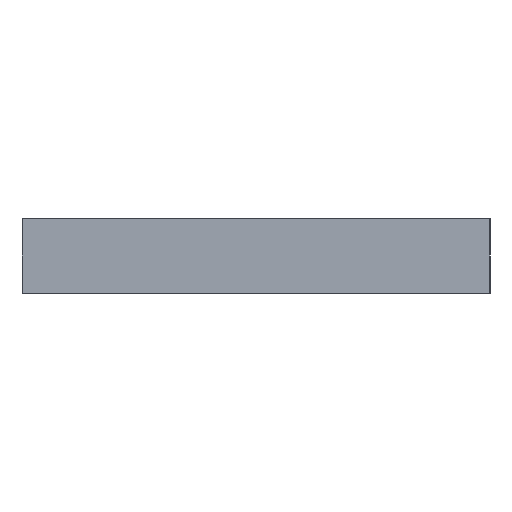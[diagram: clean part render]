
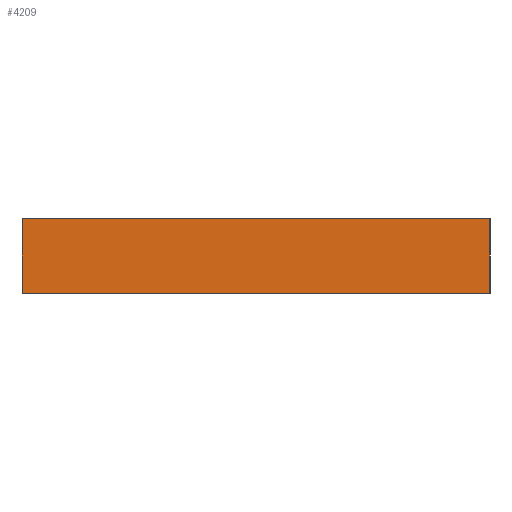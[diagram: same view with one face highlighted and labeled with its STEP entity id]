
A CAD part, left-side view. The second image highlights one B-rep face of the part: STEP entity #4209.
In plain terms, the highlighted planar face has unit normal (-1, 0, 0).
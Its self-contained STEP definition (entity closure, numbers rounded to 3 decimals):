
#368=FACE_OUTER_BOUND('',#614,.T.);
#614=EDGE_LOOP('',(#3778,#3779,#3780,#3781));
#1045=LINE('',#6679,#1560);
#1132=LINE('',#6909,#1647);
#1133=LINE('',#6911,#1648);
#1134=LINE('',#6912,#1649);
#1560=VECTOR('',#5173,10.);
#1647=VECTOR('',#5394,10.);
#1648=VECTOR('',#5395,10.);
#1649=VECTOR('',#5396,10.);
#1967=VERTEX_POINT('',#6677);
#1968=VERTEX_POINT('',#6678);
#2044=VERTEX_POINT('',#6908);
#2045=VERTEX_POINT('',#6910);
#2516=EDGE_CURVE('',#1967,#1968,#1045,.T.);
#2628=EDGE_CURVE('',#2044,#1968,#1132,.T.);
#2629=EDGE_CURVE('',#2044,#2045,#1133,.T.);
#2630=EDGE_CURVE('',#2045,#1967,#1134,.T.);
#3778=ORIENTED_EDGE('',*,*,#2516,.T.);
#3779=ORIENTED_EDGE('',*,*,#2628,.F.);
#3780=ORIENTED_EDGE('',*,*,#2629,.T.);
#3781=ORIENTED_EDGE('',*,*,#2630,.T.);
#3990=PLANE('',#4449);
#4209=ADVANCED_FACE('',(#368),#3990,.T.);
#4449=AXIS2_PLACEMENT_3D('',#6907,#5392,#5393);
#5173=DIRECTION('',(0.,1.,0.));
#5392=DIRECTION('center_axis',(-1.,0.,0.));
#5393=DIRECTION('ref_axis',(0.,0.,1.));
#5394=DIRECTION('',(0.,0.,1.));
#5395=DIRECTION('',(0.,-1.,0.));
#5396=DIRECTION('',(0.,0.,1.));
#6677=CARTESIAN_POINT('',(0.,0.,4.));
#6678=CARTESIAN_POINT('',(0.,25.,4.));
#6679=CARTESIAN_POINT('',(0.,25.,4.));
#6907=CARTESIAN_POINT('Origin',(0.,0.,0.));
#6908=CARTESIAN_POINT('',(0.,25.,0.));
#6909=CARTESIAN_POINT('',(0.,25.,0.));
#6910=CARTESIAN_POINT('',(0.,0.,0.));
#6911=CARTESIAN_POINT('',(0.,25.,0.));
#6912=CARTESIAN_POINT('',(0.,0.,0.));
